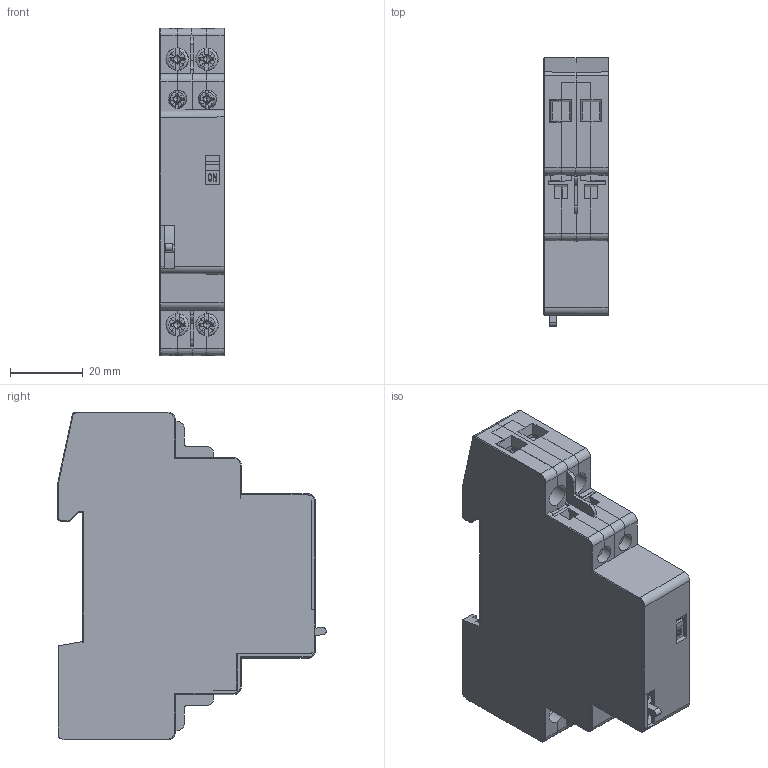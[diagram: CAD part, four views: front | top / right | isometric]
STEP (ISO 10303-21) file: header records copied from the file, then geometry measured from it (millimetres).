
FILE_DESCRIPTION(/* description */ (''),/* implementation_level */ '2;1');
FILE_NAME(/* name */ 'GNB 1M.stp',/* time_stamp */ '2019-09-06T16:25:42+02:00',/* author */ (''),/* organization */ (''),/* preprocessor_version */ 'ST-DEVELOPER v16',/* originating_system */ 'SIEMENS PLM Software NX 10.0',/* authorisation */ '');
FILE_SCHEMA (('AP203_CONFIGURATION_CONTROLLED_3D_DESIGN_OF_MECHANICAL_PARTS_AND_ASSEMBLIES_MIM_LF { 1 0 10303 403 2 1 2}'));
Length unit declared in the file: millimetre
Products named in the file (1): Rugg14BC705Cec3q
Bounding box: 17.6 x 73.8 x 90 mm (x, y, z)
Volume: 39732.6 mm3; surface area: 31194 mm2
Topology: 1 solids, 1 shells, 923 faces, 2649 edges, 1700 vertices
Faces by surface type: plane 569, bspline 126, cylinder 87, cone 77, torus 61, sphere 3
Full cylindrical faces by diameter (mm): 5.004 x2, 5.023 x1, 6.19 x1, 6.196 x1, 6.224 x2
Entity records: 37809 total; most frequent: CARTESIAN_POINT 14612, ORIENTED_EDGE 5230, DIRECTION 4244, EDGE_CURVE 2615, LINE 1736, VECTOR 1736, VERTEX_POINT 1686, AXIS2_PLACEMENT_3D 1254
